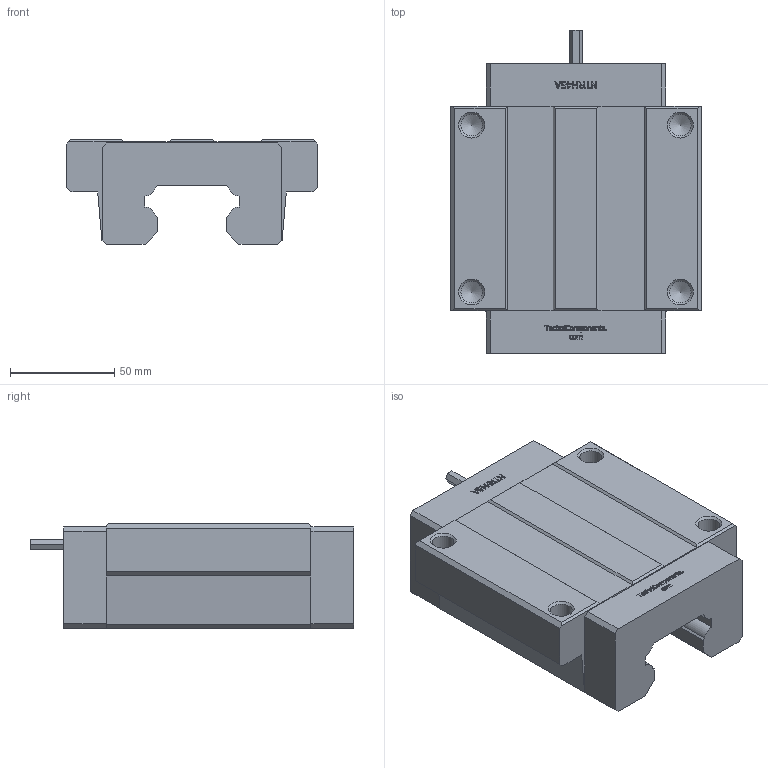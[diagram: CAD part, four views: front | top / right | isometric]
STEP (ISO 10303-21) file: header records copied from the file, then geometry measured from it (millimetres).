
FILE_DESCRIPTION(/* description */ ('https://www.lineairgeleidingshop.com/nr_175_newton-loopwagen-met-flens-45mm-1-stuks_L100-NTRH45A-001 '),/* implementation_level */ '2;1');
FILE_NAME(/* name */ 'L100-NTRH45A-001.stp',/* time_stamp */ '2017-12-19T10:05:47+01:00',/* author */ ('JvDrunen'),/* organization */ (''),/* preprocessor_version */ 'ST-DEVELOPER v16.5',/* originating_system */ 'Autodesk Inventor 2017',/* authorisation */ '');
FILE_SCHEMA (('AUTOMOTIVE_DESIGN { 1 0 10303 214 3 1 1 }'));
Length unit declared in the file: millimetre
Products named in the file (1): Q100100
Bounding box: 120 x 155 x 50 mm (x, y, z)
Volume: 522247.2 mm3; surface area: 61850.2 mm2
Topology: 1 solids, 1 shells, 492 faces, 1338 edges, 886 vertices
Faces by surface type: plane 292, bspline 184, cone 8, cylinder 8
Full cylindrical faces by diameter (mm): 10.376 x4
Entity records: 16216 total; most frequent: CARTESIAN_POINT 5089, ORIENTED_EDGE 2644, DIRECTION 1592, EDGE_CURVE 1322, LINE 934, VECTOR 934, VERTEX_POINT 882, EDGE_LOOP 542
